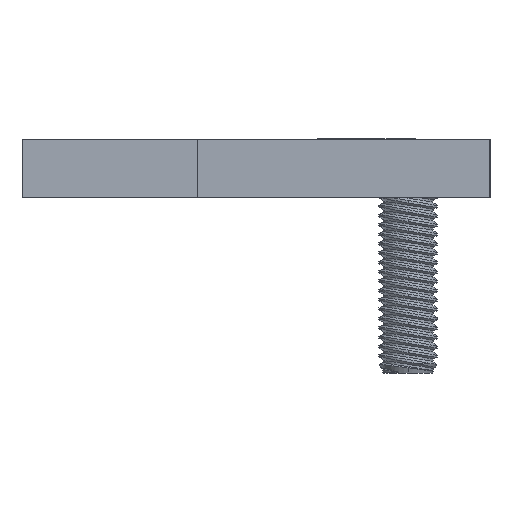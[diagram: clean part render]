
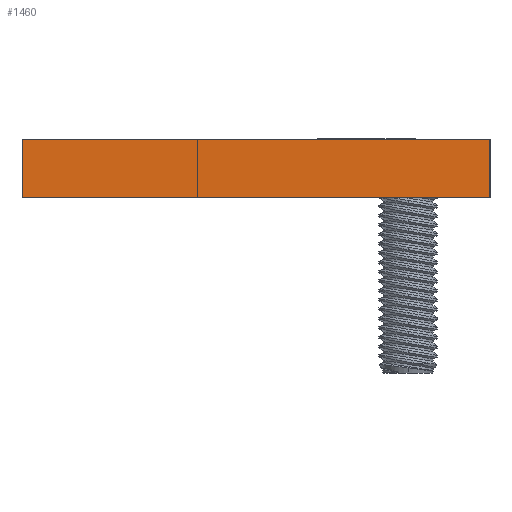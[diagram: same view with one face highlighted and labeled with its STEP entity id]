
A CAD part, left-side view. The second image highlights one B-rep face of the part: STEP entity #1460.
In plain terms, the highlighted face is planar.
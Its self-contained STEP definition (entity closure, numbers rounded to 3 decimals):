
#700=CARTESIAN_POINT('',(-100.,-23.706,-452.75));
#710=VERTEX_POINT('',#700);
#880=CARTESIAN_POINT('',(-60.,-23.706,-452.75));
#890=VERTEX_POINT('',#880);
#920=CARTESIAN_POINT('',(-72.,-23.706,-452.75));
#930=DIRECTION('',(-1.,0.,0.));
#940=VECTOR('',#930,1.);
#950=LINE('',#920,#940);
#960=EDGE_CURVE('',#890,#710,#950,.T.);
#1160=CARTESIAN_POINT('',(-72.,-23.706,-452.75));
#1170=DIRECTION('',(-0.,-0.,-1.));
#1180=DIRECTION('',(0.,-1.,0.));
#1190=AXIS2_PLACEMENT_3D('',#1160,#1170,#1180);
#1200=PLANE('',#1190);
#1210=CARTESIAN_POINT('',(-60.,-53.706,-452.75));
#1220=DIRECTION('',(0.,1.,0.));
#1230=VECTOR('',#1220,1.);
#1240=LINE('',#1210,#1230);
#1250=CARTESIAN_POINT('',(-60.,-18.706,-452.75));
#1260=VERTEX_POINT('',#1250);
#1270=EDGE_CURVE('',#890,#1260,#1240,.T.);
#1280=ORIENTED_EDGE('',*,*,#1270,.F.);
#1290=CARTESIAN_POINT('',(-72.,-18.706,-452.75));
#1300=DIRECTION('',(-1.,0.,0.));
#1310=VECTOR('',#1300,1.);
#1320=LINE('',#1290,#1310);
#1330=CARTESIAN_POINT('',(-100.,-18.706,-452.75));
#1340=VERTEX_POINT('',#1330);
#1350=EDGE_CURVE('',#1260,#1340,#1320,.T.);
#1360=ORIENTED_EDGE('',*,*,#1350,.F.);
#1370=CARTESIAN_POINT('',(-100.,-18.706,-452.75));
#1380=DIRECTION('',(0.,-1.,0.));
#1390=VECTOR('',#1380,1.);
#1400=LINE('',#1370,#1390);
#1410=EDGE_CURVE('',#1340,#710,#1400,.T.);
#1420=ORIENTED_EDGE('',*,*,#1410,.F.);
#1430=ORIENTED_EDGE('',*,*,#960,.T.);
#1440=EDGE_LOOP('',(#1430,#1420,#1360,#1280));
#1450=FACE_OUTER_BOUND('',#1440,.T.);
#1460=ADVANCED_FACE('',(#1450),#1200,.T.);
